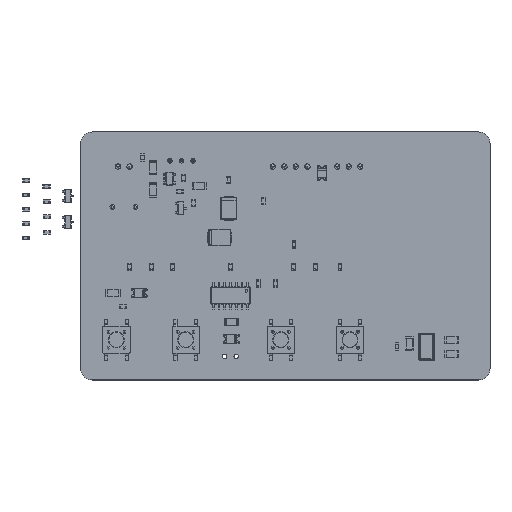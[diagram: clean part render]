
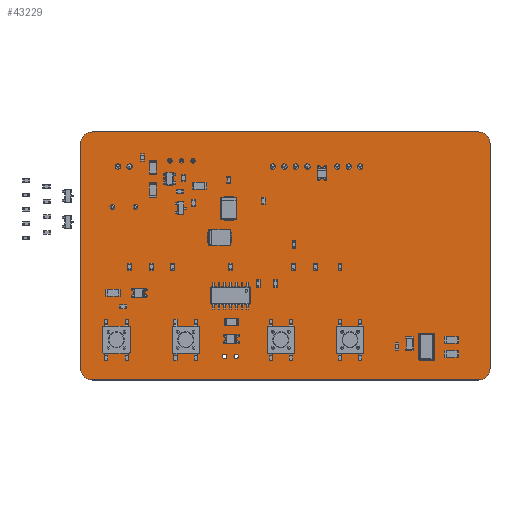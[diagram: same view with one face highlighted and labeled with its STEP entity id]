
A CAD part, top view. The second image highlights one B-rep face of the part: STEP entity #43229.
In plain terms, the highlighted planar face has unit normal (0, 0, 1).
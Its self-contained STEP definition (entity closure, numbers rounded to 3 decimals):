
#629=FACE_BOUND('',#6765,.T.);
#630=FACE_BOUND('',#6766,.T.);
#631=FACE_BOUND('',#6767,.T.);
#632=FACE_BOUND('',#6768,.T.);
#633=FACE_BOUND('',#6769,.T.);
#634=FACE_BOUND('',#6770,.T.);
#635=FACE_BOUND('',#6771,.T.);
#636=FACE_BOUND('',#6772,.T.);
#637=FACE_BOUND('',#6773,.T.);
#638=FACE_BOUND('',#6774,.T.);
#639=FACE_BOUND('',#6775,.T.);
#640=FACE_BOUND('',#6776,.T.);
#641=FACE_BOUND('',#6777,.T.);
#642=FACE_BOUND('',#6778,.T.);
#643=FACE_BOUND('',#6779,.T.);
#644=FACE_BOUND('',#6780,.T.);
#2148=CIRCLE('',#46861,2.54);
#2150=CIRCLE('',#46864,2.54);
#2169=CIRCLE('',#46885,2.54);
#2170=CIRCLE('',#46886,2.54);
#2171=CIRCLE('',#46887,0.595);
#2172=CIRCLE('',#46888,0.595);
#2173=CIRCLE('',#46889,0.595);
#2174=CIRCLE('',#46890,0.595);
#2175=CIRCLE('',#46891,0.595);
#2176=CIRCLE('',#46892,0.595);
#2177=CIRCLE('',#46893,0.5);
#2178=CIRCLE('',#46894,0.595);
#2179=CIRCLE('',#46895,0.5);
#2180=CIRCLE('',#46896,0.5);
#2181=CIRCLE('',#46897,0.5);
#2182=CIRCLE('',#46898,0.5);
#2183=CIRCLE('',#46899,0.5);
#2184=CIRCLE('',#46900,0.595);
#2185=CIRCLE('',#46901,0.5);
#2186=CIRCLE('',#46902,0.595);
#4411=FACE_OUTER_BOUND('',#6764,.T.);
#6764=EDGE_LOOP('',(#36953,#36954,#36955,#36956,#36957,#36958,#36959,#36960));
#6765=EDGE_LOOP('',(#36961));
#6766=EDGE_LOOP('',(#36962));
#6767=EDGE_LOOP('',(#36963));
#6768=EDGE_LOOP('',(#36964));
#6769=EDGE_LOOP('',(#36965));
#6770=EDGE_LOOP('',(#36966));
#6771=EDGE_LOOP('',(#36967));
#6772=EDGE_LOOP('',(#36968));
#6773=EDGE_LOOP('',(#36969));
#6774=EDGE_LOOP('',(#36970));
#6775=EDGE_LOOP('',(#36971));
#6776=EDGE_LOOP('',(#36972));
#6777=EDGE_LOOP('',(#36973));
#6778=EDGE_LOOP('',(#36974));
#6779=EDGE_LOOP('',(#36975));
#6780=EDGE_LOOP('',(#36976));
#11453=LINE('',#71976,#16133);
#11459=LINE('',#72033,#16139);
#11460=LINE('',#72037,#16140);
#11461=LINE('',#72040,#16141);
#16133=VECTOR('',#58254,1.);
#16139=VECTOR('',#58312,1.);
#16140=VECTOR('',#58315,1.);
#16141=VECTOR('',#58318,1.);
#19746=VERTEX_POINT('',#71970);
#19748=VERTEX_POINT('',#71974);
#19750=VERTEX_POINT('',#71979);
#19752=VERTEX_POINT('',#71986);
#19773=VERTEX_POINT('',#72032);
#19774=VERTEX_POINT('',#72034);
#19775=VERTEX_POINT('',#72036);
#19776=VERTEX_POINT('',#72038);
#19777=VERTEX_POINT('',#72041);
#19778=VERTEX_POINT('',#72043);
#19779=VERTEX_POINT('',#72045);
#19780=VERTEX_POINT('',#72047);
#19781=VERTEX_POINT('',#72049);
#19782=VERTEX_POINT('',#72051);
#19783=VERTEX_POINT('',#72053);
#19784=VERTEX_POINT('',#72055);
#19785=VERTEX_POINT('',#72057);
#19786=VERTEX_POINT('',#72059);
#19787=VERTEX_POINT('',#72061);
#19788=VERTEX_POINT('',#72063);
#19789=VERTEX_POINT('',#72065);
#19790=VERTEX_POINT('',#72067);
#19791=VERTEX_POINT('',#72069);
#19792=VERTEX_POINT('',#72071);
#25480=EDGE_CURVE('',#19746,#19748,#11453,.T.);
#25483=EDGE_CURVE('',#19750,#19746,#2148,.T.);
#25486=EDGE_CURVE('',#19748,#19752,#2150,.T.);
#25508=EDGE_CURVE('',#19752,#19773,#11459,.T.);
#25509=EDGE_CURVE('',#19773,#19774,#2169,.T.);
#25510=EDGE_CURVE('',#19774,#19775,#11460,.T.);
#25511=EDGE_CURVE('',#19775,#19776,#2170,.T.);
#25512=EDGE_CURVE('',#19776,#19750,#11461,.T.);
#25513=EDGE_CURVE('',#19777,#19777,#2171,.T.);
#25514=EDGE_CURVE('',#19778,#19778,#2172,.T.);
#25515=EDGE_CURVE('',#19779,#19779,#2173,.T.);
#25516=EDGE_CURVE('',#19780,#19780,#2174,.T.);
#25517=EDGE_CURVE('',#19781,#19781,#2175,.T.);
#25518=EDGE_CURVE('',#19782,#19782,#2176,.T.);
#25519=EDGE_CURVE('',#19783,#19783,#2177,.T.);
#25520=EDGE_CURVE('',#19784,#19784,#2178,.T.);
#25521=EDGE_CURVE('',#19785,#19785,#2179,.T.);
#25522=EDGE_CURVE('',#19786,#19786,#2180,.T.);
#25523=EDGE_CURVE('',#19787,#19787,#2181,.T.);
#25524=EDGE_CURVE('',#19788,#19788,#2182,.T.);
#25525=EDGE_CURVE('',#19789,#19789,#2183,.T.);
#25526=EDGE_CURVE('',#19790,#19790,#2184,.T.);
#25527=EDGE_CURVE('',#19791,#19791,#2185,.T.);
#25528=EDGE_CURVE('',#19792,#19792,#2186,.T.);
#36953=ORIENTED_EDGE('',*,*,#25480,.T.);
#36954=ORIENTED_EDGE('',*,*,#25486,.T.);
#36955=ORIENTED_EDGE('',*,*,#25508,.T.);
#36956=ORIENTED_EDGE('',*,*,#25509,.T.);
#36957=ORIENTED_EDGE('',*,*,#25510,.T.);
#36958=ORIENTED_EDGE('',*,*,#25511,.T.);
#36959=ORIENTED_EDGE('',*,*,#25512,.T.);
#36960=ORIENTED_EDGE('',*,*,#25483,.T.);
#36961=ORIENTED_EDGE('',*,*,#25513,.F.);
#36962=ORIENTED_EDGE('',*,*,#25514,.F.);
#36963=ORIENTED_EDGE('',*,*,#25515,.F.);
#36964=ORIENTED_EDGE('',*,*,#25516,.F.);
#36965=ORIENTED_EDGE('',*,*,#25517,.F.);
#36966=ORIENTED_EDGE('',*,*,#25518,.F.);
#36967=ORIENTED_EDGE('',*,*,#25519,.F.);
#36968=ORIENTED_EDGE('',*,*,#25520,.F.);
#36969=ORIENTED_EDGE('',*,*,#25521,.F.);
#36970=ORIENTED_EDGE('',*,*,#25522,.F.);
#36971=ORIENTED_EDGE('',*,*,#25523,.F.);
#36972=ORIENTED_EDGE('',*,*,#25524,.F.);
#36973=ORIENTED_EDGE('',*,*,#25525,.F.);
#36974=ORIENTED_EDGE('',*,*,#25526,.F.);
#36975=ORIENTED_EDGE('',*,*,#25527,.F.);
#36976=ORIENTED_EDGE('',*,*,#25528,.F.);
#38757=PLANE('',#46884);
#43229=ADVANCED_FACE('',(#4411,#629,#630,#631,#632,#633,#634,#635,#636,
#637,#638,#639,#640,#641,#642,#643,#644),#38757,.T.);
#46861=AXIS2_PLACEMENT_3D('',#71982,#58260,#58261);
#46864=AXIS2_PLACEMENT_3D('',#71988,#58267,#58268);
#46884=AXIS2_PLACEMENT_3D('',#72031,#58310,#58311);
#46885=AXIS2_PLACEMENT_3D('',#72035,#58313,#58314);
#46886=AXIS2_PLACEMENT_3D('',#72039,#58316,#58317);
#46887=AXIS2_PLACEMENT_3D('',#72042,#58319,#58320);
#46888=AXIS2_PLACEMENT_3D('',#72044,#58321,#58322);
#46889=AXIS2_PLACEMENT_3D('',#72046,#58323,#58324);
#46890=AXIS2_PLACEMENT_3D('',#72048,#58325,#58326);
#46891=AXIS2_PLACEMENT_3D('',#72050,#58327,#58328);
#46892=AXIS2_PLACEMENT_3D('',#72052,#58329,#58330);
#46893=AXIS2_PLACEMENT_3D('',#72054,#58331,#58332);
#46894=AXIS2_PLACEMENT_3D('',#72056,#58333,#58334);
#46895=AXIS2_PLACEMENT_3D('',#72058,#58335,#58336);
#46896=AXIS2_PLACEMENT_3D('',#72060,#58337,#58338);
#46897=AXIS2_PLACEMENT_3D('',#72062,#58339,#58340);
#46898=AXIS2_PLACEMENT_3D('',#72064,#58341,#58342);
#46899=AXIS2_PLACEMENT_3D('',#72066,#58343,#58344);
#46900=AXIS2_PLACEMENT_3D('',#72068,#58345,#58346);
#46901=AXIS2_PLACEMENT_3D('',#72070,#58347,#58348);
#46902=AXIS2_PLACEMENT_3D('',#72072,#58349,#58350);
#58254=DIRECTION('',(0.,-1.,0.));
#58260=DIRECTION('center_axis',(0.,0.,1.));
#58261=DIRECTION('ref_axis',(1.,0.,0.));
#58267=DIRECTION('center_axis',(0.,0.,1.));
#58268=DIRECTION('ref_axis',(1.,0.,0.));
#58310=DIRECTION('center_axis',(0.,0.,1.));
#58311=DIRECTION('ref_axis',(1.,0.,0.));
#58312=DIRECTION('',(1.,0.,0.));
#58313=DIRECTION('center_axis',(0.,0.,1.));
#58314=DIRECTION('ref_axis',(1.,0.,0.));
#58315=DIRECTION('',(0.,1.,0.));
#58316=DIRECTION('center_axis',(0.,0.,1.));
#58317=DIRECTION('ref_axis',(1.,0.,0.));
#58318=DIRECTION('',(-1.,0.,0.));
#58319=DIRECTION('center_axis',(0.,0.,1.));
#58320=DIRECTION('ref_axis',(1.,0.,0.));
#58321=DIRECTION('center_axis',(0.,0.,1.));
#58322=DIRECTION('ref_axis',(1.,0.,0.));
#58323=DIRECTION('center_axis',(0.,0.,1.));
#58324=DIRECTION('ref_axis',(1.,0.,0.));
#58325=DIRECTION('center_axis',(0.,0.,1.));
#58326=DIRECTION('ref_axis',(1.,0.,0.));
#58327=DIRECTION('center_axis',(0.,0.,1.));
#58328=DIRECTION('ref_axis',(1.,0.,0.));
#58329=DIRECTION('center_axis',(0.,0.,1.));
#58330=DIRECTION('ref_axis',(1.,0.,0.));
#58331=DIRECTION('center_axis',(0.,0.,1.));
#58332=DIRECTION('ref_axis',(1.,0.,0.));
#58333=DIRECTION('center_axis',(0.,0.,1.));
#58334=DIRECTION('ref_axis',(1.,0.,0.));
#58335=DIRECTION('center_axis',(0.,0.,1.));
#58336=DIRECTION('ref_axis',(1.,0.,0.));
#58337=DIRECTION('center_axis',(0.,0.,1.));
#58338=DIRECTION('ref_axis',(1.,0.,0.));
#58339=DIRECTION('center_axis',(0.,0.,1.));
#58340=DIRECTION('ref_axis',(1.,0.,0.));
#58341=DIRECTION('center_axis',(0.,0.,1.));
#58342=DIRECTION('ref_axis',(1.,0.,0.));
#58343=DIRECTION('center_axis',(0.,0.,1.));
#58344=DIRECTION('ref_axis',(1.,0.,0.));
#58345=DIRECTION('center_axis',(0.,0.,1.));
#58346=DIRECTION('ref_axis',(1.,0.,0.));
#58347=DIRECTION('center_axis',(0.,0.,1.));
#58348=DIRECTION('ref_axis',(1.,0.,0.));
#58349=DIRECTION('center_axis',(0.,0.,1.));
#58350=DIRECTION('ref_axis',(1.,0.,0.));
#71970=CARTESIAN_POINT('',(220.345,-66.04,1.6));
#71974=CARTESIAN_POINT('',(220.345,-115.57,1.6));
#71976=CARTESIAN_POINT('',(220.345,-66.04,1.6));
#71979=CARTESIAN_POINT('',(222.885,-63.5,1.6));
#71982=CARTESIAN_POINT('Origin',(222.885,-66.04,1.6));
#71986=CARTESIAN_POINT('',(222.885,-118.11,1.6));
#71988=CARTESIAN_POINT('Origin',(222.885,-115.57,1.6));
#72031=CARTESIAN_POINT('Origin',(265.43,-90.805,1.6));
#72032=CARTESIAN_POINT('',(307.975,-118.11,1.6));
#72033=CARTESIAN_POINT('',(222.885,-118.11,1.6));
#72034=CARTESIAN_POINT('',(310.515,-115.57,1.6));
#72035=CARTESIAN_POINT('Origin',(307.975,-115.57,1.6));
#72036=CARTESIAN_POINT('',(310.515,-66.04,1.6));
#72037=CARTESIAN_POINT('',(310.515,-115.57,1.6));
#72038=CARTESIAN_POINT('',(307.975,-63.5,1.6));
#72039=CARTESIAN_POINT('Origin',(307.975,-66.04,1.6));
#72040=CARTESIAN_POINT('',(307.975,-63.5,1.6));
#72041=CARTESIAN_POINT('',(278.805,-71.12,1.6));
#72042=CARTESIAN_POINT('Origin',(279.4,-71.12,1.6));
#72043=CARTESIAN_POINT('',(276.265,-71.12,1.6));
#72044=CARTESIAN_POINT('Origin',(276.86,-71.12,1.6));
#72045=CARTESIAN_POINT('',(264.632,-71.12,1.6));
#72046=CARTESIAN_POINT('Origin',(265.227,-71.12,1.6));
#72047=CARTESIAN_POINT('',(267.172,-71.12,1.6));
#72048=CARTESIAN_POINT('Origin',(267.767,-71.12,1.6));
#72049=CARTESIAN_POINT('',(269.712,-71.12,1.6));
#72050=CARTESIAN_POINT('Origin',(270.307,-71.12,1.6));
#72051=CARTESIAN_POINT('',(262.092,-71.12,1.6));
#72052=CARTESIAN_POINT('Origin',(262.687,-71.12,1.6));
#72053=CARTESIAN_POINT('',(244.61,-69.85,1.6));
#72054=CARTESIAN_POINT('Origin',(245.11,-69.85,1.6));
#72055=CARTESIAN_POINT('',(230.545,-71.12,1.6));
#72056=CARTESIAN_POINT('Origin',(231.14,-71.12,1.6));
#72057=CARTESIAN_POINT('',(242.07,-69.85,1.6));
#72058=CARTESIAN_POINT('Origin',(242.57,-69.85,1.6));
#72059=CARTESIAN_POINT('',(239.53,-69.85,1.6));
#72060=CARTESIAN_POINT('Origin',(240.03,-69.85,1.6));
#72061=CARTESIAN_POINT('',(251.595,-112.903,1.6));
#72062=CARTESIAN_POINT('Origin',(252.095,-112.903,1.6));
#72063=CARTESIAN_POINT('',(231.91,-80.01,1.6));
#72064=CARTESIAN_POINT('Origin',(232.41,-80.01,1.6));
#72065=CARTESIAN_POINT('',(254.135,-112.903,1.6));
#72066=CARTESIAN_POINT('Origin',(254.635,-112.903,1.6));
#72067=CARTESIAN_POINT('',(281.345,-71.12,1.6));
#72068=CARTESIAN_POINT('Origin',(281.94,-71.12,1.6));
#72069=CARTESIAN_POINT('',(226.83,-80.01,1.6));
#72070=CARTESIAN_POINT('Origin',(227.33,-80.01,1.6));
#72071=CARTESIAN_POINT('',(228.005,-71.12,1.6));
#72072=CARTESIAN_POINT('Origin',(228.6,-71.12,1.6));
